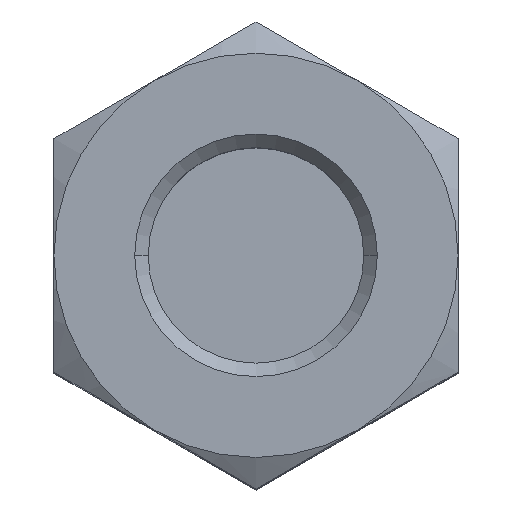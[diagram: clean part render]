
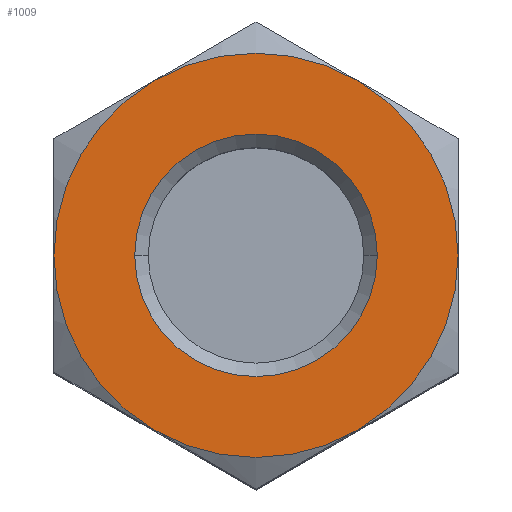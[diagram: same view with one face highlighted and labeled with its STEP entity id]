
A CAD part, top view. The second image highlights one B-rep face of the part: STEP entity #1009.
In plain terms, the highlighted planar face has unit normal (0, 0, 1).
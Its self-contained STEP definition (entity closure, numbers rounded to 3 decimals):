
#2 = CIRCLE ( 'NONE', #1615, 15. ) ;
#65 = CARTESIAN_POINT ( 'NONE',  ( 0., 0., 26. ) ) ;
#82 = ORIENTED_EDGE ( 'NONE', *, *, #457, .F. ) ;
#97 = AXIS2_PLACEMENT_3D ( 'NONE', #1022, #1013, #419 ) ;
#134 = CIRCLE ( 'NONE', #649, 15. ) ;
#157 = CARTESIAN_POINT ( 'NONE',  ( 0., 0., 26. ) ) ;
#204 = ORIENTED_EDGE ( 'NONE', *, *, #750, .F. ) ;
#211 = ORIENTED_EDGE ( 'NONE', *, *, #1049, .F. ) ;
#226 = CARTESIAN_POINT ( 'NONE',  ( 0., 0., 26. ) ) ;
#231 = EDGE_CURVE ( 'NONE', #1110, #1011, #1116, .T. ) ;
#274 = EDGE_LOOP ( 'NONE', ( #869, #204, #509, #671, #443, #1126 ) ) ;
#277 = AXIS2_PLACEMENT_3D ( 'NONE', #713, #579, #720 ) ;
#285 = DIRECTION ( 'NONE',  ( 1., 0., 0. ) ) ;
#318 = DIRECTION ( 'NONE',  ( -1., 0., 0. ) ) ;
#382 = CARTESIAN_POINT ( 'NONE',  ( -7.5, -12.99, 26. ) ) ;
#403 = CIRCLE ( 'NONE', #1392, 15. ) ;
#406 = DIRECTION ( 'NONE',  ( -1., 0., 0. ) ) ;
#419 = DIRECTION ( 'NONE',  ( 1., 0., 0. ) ) ;
#428 = PLANE ( 'NONE',  #97 ) ;
#443 = ORIENTED_EDGE ( 'NONE', *, *, #955, .F. ) ;
#456 = CARTESIAN_POINT ( 'NONE',  ( -7.5, 12.99, 26. ) ) ;
#457 = EDGE_CURVE ( 'NONE', #1065, #1759, #463, .T. ) ;
#463 = CIRCLE ( 'NONE', #1695, 9. ) ;
#509 = ORIENTED_EDGE ( 'NONE', *, *, #231, .F. ) ;
#536 = DIRECTION ( 'NONE',  ( 0., 0., 1. ) ) ;
#539 = EDGE_CURVE ( 'NONE', #1391, #636, #2, .T. ) ;
#543 = CARTESIAN_POINT ( 'NONE',  ( 0., 0., 26. ) ) ;
#574 = FACE_OUTER_BOUND ( 'NONE', #274, .T. ) ;
#579 = DIRECTION ( 'NONE',  ( 0., 0., -1. ) ) ;
#621 = AXIS2_PLACEMENT_3D ( 'NONE', #157, #1205, #318 ) ;
#636 = VERTEX_POINT ( 'NONE', #1438 ) ;
#647 = CARTESIAN_POINT ( 'NONE',  ( -15., 0., 26. ) ) ;
#649 = AXIS2_PLACEMENT_3D ( 'NONE', #653, #1535, #793 ) ;
#653 = CARTESIAN_POINT ( 'NONE',  ( 0., 0., 26. ) ) ;
#671 = ORIENTED_EDGE ( 'NONE', *, *, #1824, .F. ) ;
#690 = EDGE_CURVE ( 'NONE', #636, #1336, #403, .T. ) ;
#713 = CARTESIAN_POINT ( 'NONE',  ( 0., 0., 26. ) ) ;
#720 = DIRECTION ( 'NONE',  ( -1., 0., 0. ) ) ;
#736 = DIRECTION ( 'NONE',  ( -1., 0., 0. ) ) ;
#750 = EDGE_CURVE ( 'NONE', #1011, #1391, #1850, .T. ) ;
#793 = DIRECTION ( 'NONE',  ( -1., 0., 0. ) ) ;
#826 = DIRECTION ( 'NONE',  ( 0., 0., -1. ) ) ;
#859 = DIRECTION ( 'NONE',  ( 0., 0., -1. ) ) ;
#869 = ORIENTED_EDGE ( 'NONE', *, *, #539, .F. ) ;
#953 = DIRECTION ( 'NONE',  ( 1., 0., 0. ) ) ;
#955 = EDGE_CURVE ( 'NONE', #1336, #1161, #134, .T. ) ;
#960 = CIRCLE ( 'NONE', #1701, 15. ) ;
#1009 = ADVANCED_FACE ( 'NONE', ( #574, #1752 ), #428, .T. ) ;
#1011 = VERTEX_POINT ( 'NONE', #1888 ) ;
#1013 = DIRECTION ( 'NONE',  ( 0., 0., 1. ) ) ;
#1022 = CARTESIAN_POINT ( 'NONE',  ( 0., 17.321, 26. ) ) ;
#1037 = CARTESIAN_POINT ( 'NONE',  ( 9., 0., 26. ) ) ;
#1049 = EDGE_CURVE ( 'NONE', #1759, #1065, #1583, .T. ) ;
#1065 = VERTEX_POINT ( 'NONE', #1037 ) ;
#1110 = VERTEX_POINT ( 'NONE', #456 ) ;
#1116 = CIRCLE ( 'NONE', #277, 15. ) ;
#1126 = ORIENTED_EDGE ( 'NONE', *, *, #690, .F. ) ;
#1144 = DIRECTION ( 'NONE',  ( 0., 0., -1. ) ) ;
#1161 = VERTEX_POINT ( 'NONE', #647 ) ;
#1179 = DIRECTION ( 'NONE',  ( 0., 0., 1. ) ) ;
#1205 = DIRECTION ( 'NONE',  ( 0., 0., -1. ) ) ;
#1336 = VERTEX_POINT ( 'NONE', #382 ) ;
#1365 = AXIS2_PLACEMENT_3D ( 'NONE', #1614, #1179, #285 ) ;
#1391 = VERTEX_POINT ( 'NONE', #1865 ) ;
#1392 = AXIS2_PLACEMENT_3D ( 'NONE', #543, #1144, #406 ) ;
#1424 = DIRECTION ( 'NONE',  ( -1., 0., 0. ) ) ;
#1438 = CARTESIAN_POINT ( 'NONE',  ( 7.5, -12.99, 26. ) ) ;
#1489 = EDGE_LOOP ( 'NONE', ( #82, #211 ) ) ;
#1535 = DIRECTION ( 'NONE',  ( 0., 0., -1. ) ) ;
#1583 = CIRCLE ( 'NONE', #1365, 9. ) ;
#1592 = CARTESIAN_POINT ( 'NONE',  ( 0., 0., 26. ) ) ;
#1614 = CARTESIAN_POINT ( 'NONE',  ( 0., 0., 26. ) ) ;
#1615 = AXIS2_PLACEMENT_3D ( 'NONE', #226, #826, #1424 ) ;
#1681 = CARTESIAN_POINT ( 'NONE',  ( -9., 0., 26. ) ) ;
#1695 = AXIS2_PLACEMENT_3D ( 'NONE', #65, #536, #953 ) ;
#1701 = AXIS2_PLACEMENT_3D ( 'NONE', #1592, #859, #736 ) ;
#1752 = FACE_BOUND ( 'NONE', #1489, .T. ) ;
#1759 = VERTEX_POINT ( 'NONE', #1681 ) ;
#1824 = EDGE_CURVE ( 'NONE', #1161, #1110, #960, .T. ) ;
#1850 = CIRCLE ( 'NONE', #621, 15. ) ;
#1865 = CARTESIAN_POINT ( 'NONE',  ( 15., 0., 26. ) ) ;
#1888 = CARTESIAN_POINT ( 'NONE',  ( 7.5, 12.99, 26. ) ) ;
